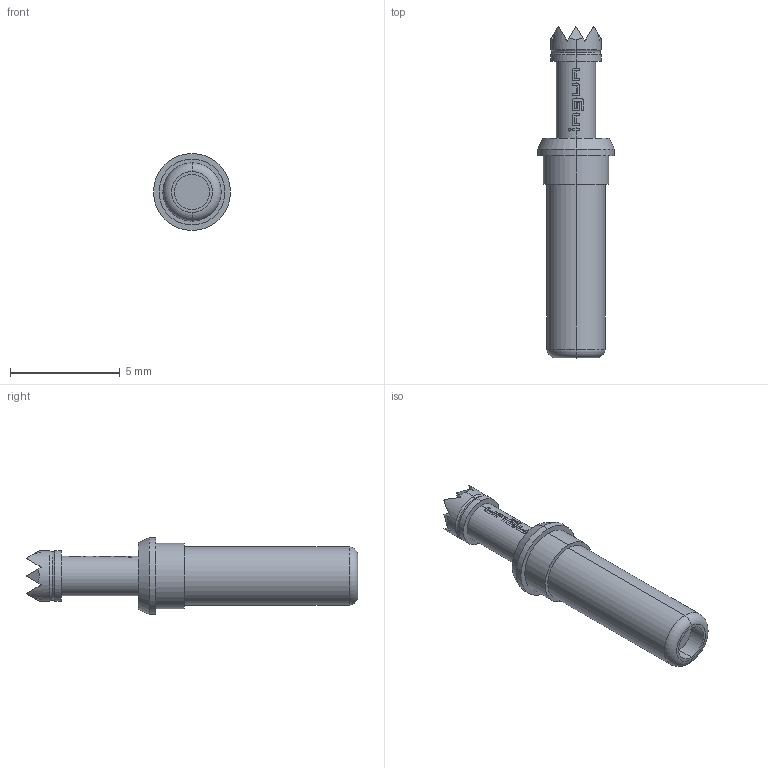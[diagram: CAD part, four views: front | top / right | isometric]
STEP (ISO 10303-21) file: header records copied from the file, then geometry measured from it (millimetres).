
FILE_DESCRIPTION (( 'STEP AP203' ), '1' );
FILE_NAME ('INGUN_HSS-520_306_230_A_xx02_0.STEP', '2022-02-02T11:16:18', ( 'ochi' ), ( '' ), 'SwSTEP 2.0', 'SolidWorks 2018', '' );
FILE_SCHEMA (( 'CONFIG_CONTROL_DESIGN' ));
Length unit declared in the file: millimetre
Products named in the file (1): INGUN_HSS-520_306_230_A_xx02_0
Bounding box: 3.5 x 15.1 x 3.5 mm (x, y, z)
Volume: 71.6 mm3; surface area: 142.1 mm2
Topology: 1 solids, 1 shells, 136 faces, 345 edges, 217 vertices
Faces by surface type: plane 82, cylinder 24, bspline 22, torus 6, cone 2
Entity records: 4392 total; most frequent: CARTESIAN_POINT 1289, ORIENTED_EDGE 690, DIRECTION 555, EDGE_CURVE 345, VERTEX_POINT 217, AXIS2_PLACEMENT_3D 211, EDGE_LOOP 142, ADVANCED_FACE 136
